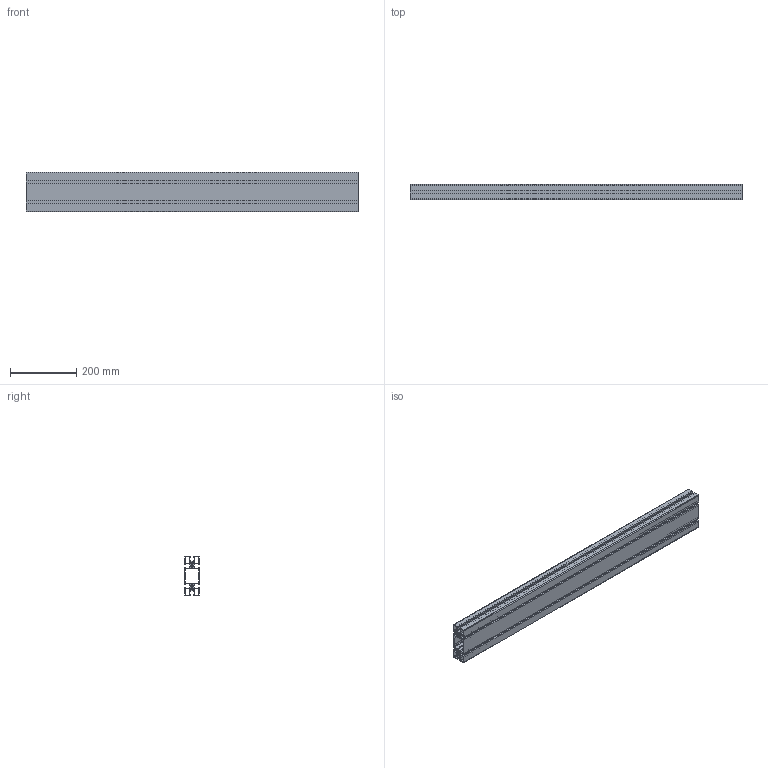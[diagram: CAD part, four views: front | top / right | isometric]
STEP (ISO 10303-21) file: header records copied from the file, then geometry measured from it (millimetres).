
FILE_DESCRIPTION(('STEP AP203'),'1');
FILE_NAME('BASE08N0047.stp','2023-10-23T09:14:01',(' '),(' '),'Spatial InterOp 3D',' ',' ');
FILE_SCHEMA(('CONFIG_CONTROL_DESIGN'));
Length unit declared in the file: millimetre
Products named in the file (1): Profilé 8 120x45 léger
Bounding box: 1000 x 45 x 120 mm (x, y, z)
Volume: 1530931.4 mm3; surface area: 1071375.8 mm2
Topology: 1 solids, 1 shells, 136 faces, 404 edges, 270 vertices
Faces by surface type: plane 90, cylinder 46
Full cylindrical faces by diameter (mm): 6.78 x2
Entity records: 4686 total; most frequent: CARTESIAN_POINT 805, ORIENTED_EDGE 800, DIRECTION 766, EDGE_CURVE 400, LINE 308, VECTOR 308, VERTEX_POINT 268, AXIS2_PLACEMENT_3D 229
